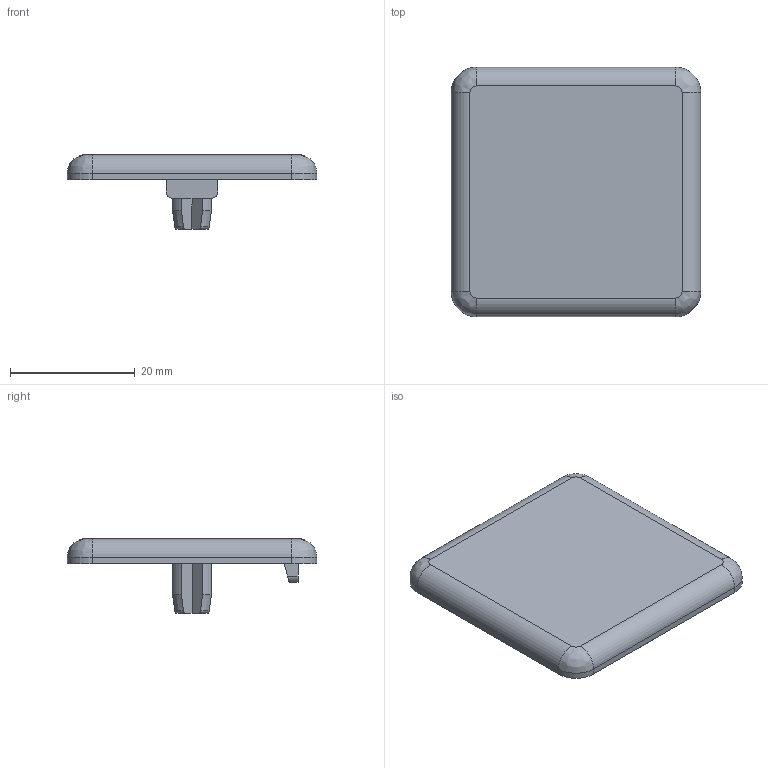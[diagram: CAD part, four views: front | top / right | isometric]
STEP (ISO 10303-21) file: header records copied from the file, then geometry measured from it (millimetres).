
FILE_DESCRIPTION(/* description */ ('Abdeckkappe 40x40 lichtgrau'),/* implementation_level */ '2;1');
FILE_NAME(/* name */ '281005030 Abdeckkappe 40x40 lichtgrau.stp',/* time_stamp */ '2020-09-10T17:24:06+02:00',/* author */ ('wheldmann'),/* organization */ (''),/* preprocessor_version */ 'ST-DEVELOPER v17.2',/* originating_system */ 'Autodesk Inventor 2019',/* authorisation */ ' ');
FILE_SCHEMA (('AUTOMOTIVE_DESIGN { 1 0 10303 214 3 1 1 }'));
Length unit declared in the file: millimetre
Products named in the file (1): 281005030
Bounding box: 40 x 40 x 12 mm (x, y, z)
Volume: 5190.1 mm3; surface area: 4020.3 mm2
Topology: 1 solids, 1 shells, 60 faces, 158 edges, 102 vertices
Faces by surface type: plane 32, cylinder 16, bspline 4, torus 4, cone 4
Entity records: 1951 total; most frequent: CARTESIAN_POINT 441, ORIENTED_EDGE 316, DIRECTION 300, EDGE_CURVE 158, VERTEX_POINT 102, AXIS2_PLACEMENT_3D 101, LINE 98, VECTOR 98
